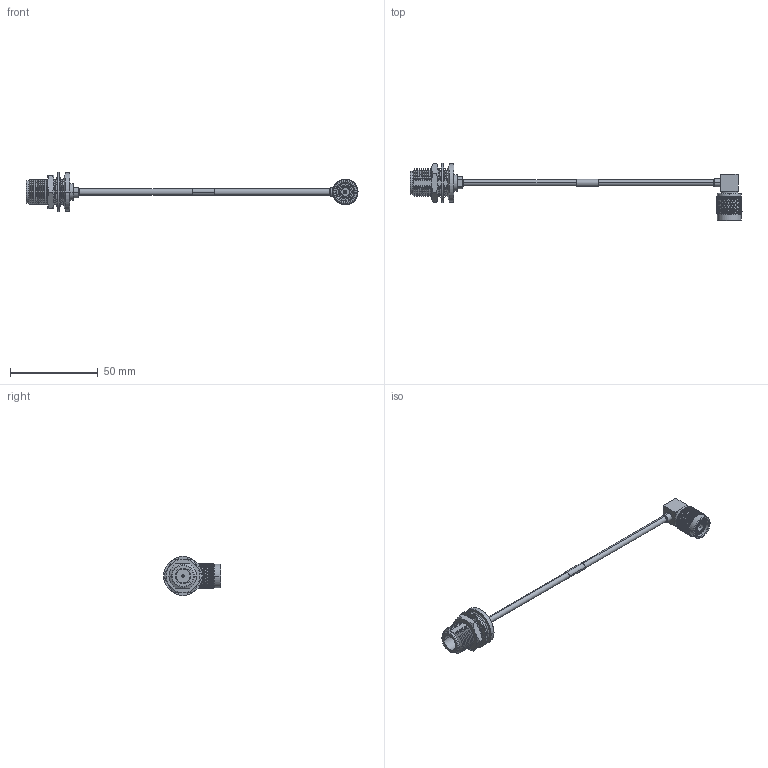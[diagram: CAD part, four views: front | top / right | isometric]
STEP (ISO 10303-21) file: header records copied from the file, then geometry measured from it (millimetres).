
FILE_DESCRIPTION (( 'STEP AP214' ), '1' );
FILE_NAME ('LCCA30457.step', '2020-05-02T09:10:32', ( '' ), ( '' ), 'SwSTEP 2.0', 'SolidWorks 2018', '' );
FILE_SCHEMA (( 'AUTOMOTIVE_DESIGN' ));
Length unit declared in the file: inch
Products named in the file (7): solder plug left^LCCA30457; LCCN3061; LCCN3057___; 1AW01-003_.152 ID; LCCA30457; LC141TB (141 FORMABLE); solder plug right^LCCA30457
Assembly tree (6 placements, depth 2):
  LCCA30457
    LC141TB (141 FORMABLE)
    LCCN3057___
    solder plug left^LCCA30457
    1AW01-003_.152 ID
    LCCN3061
    solder plug right^LCCA30457
Bounding box: 189.65 x 32.56 x 22.35 mm (x, y, z)
Volume: 9779.8 mm3; surface area: 9079.3 mm2
Topology: 10 solids, 11 shells, 2965 faces, 6432 edges, 3501 vertices
Faces by surface type: bspline 2005, cylinder 612, plane 189, cone 147, torus 8, sphere 4
Entity records: 112642 total; most frequent: CARTESIAN_POINT 70305, ORIENTED_EDGE 12864, EDGE_CURVE 6432, VERTEX_POINT 3501, DIRECTION 3496, EDGE_LOOP 2989, FACE_OUTER_BOUND 2965, ADVANCED_FACE 2965
